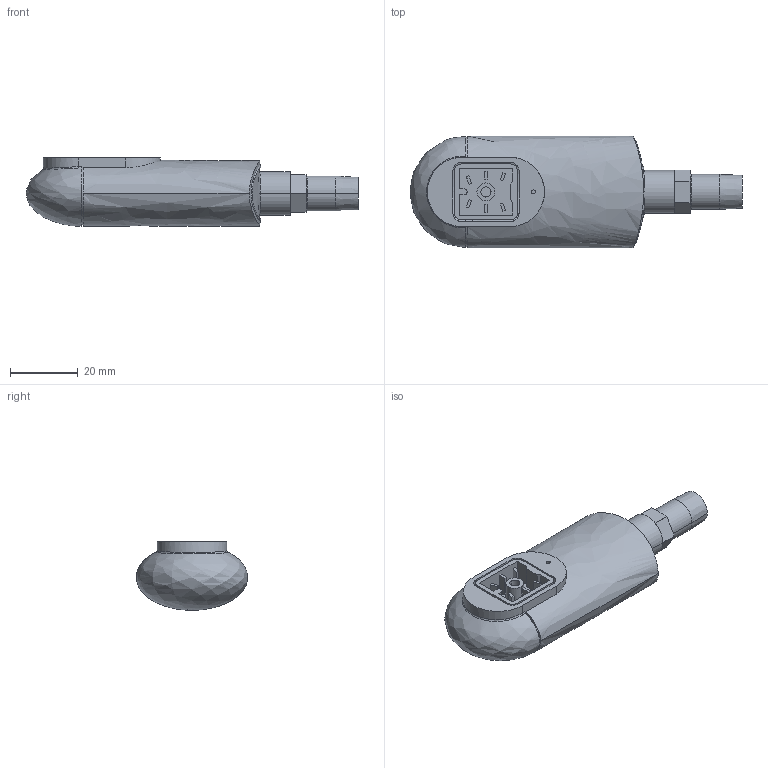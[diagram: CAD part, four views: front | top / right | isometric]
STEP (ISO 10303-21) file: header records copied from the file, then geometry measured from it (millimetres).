
FILE_DESCRIPTION((''),'2;1');
FILE_NAME('PTR26952.stp','2005-02-03T16:38:29',('BEM'),(''),'Autodesk Inventor 9','Autodesk Inventor 9','');
FILE_SCHEMA(('AUTOMOTIVE_DESIGN { 1 0 10303 214 1 1 1 1 }'));
Length unit declared in the file: millimetre
Products named in the file (1): PTR26952
Bounding box: 97.9 x 32.8 x 20.2 mm (x, y, z)
Volume: 13334.7 mm3; surface area: 17579.2 mm2
Topology: 2 solids, 2 shells, 308 faces, 875 edges, 567 vertices
Faces by surface type: plane 148, cylinder 73, bspline 57, cone 28, torus 2
Entity records: 11921 total; most frequent: CARTESIAN_POINT 4284, ORIENTED_EDGE 1738, DIRECTION 1386, EDGE_CURVE 869, VERTEX_POINT 567, VECTOR 470, LINE 470, AXIS2_PLACEMENT_3D 458
